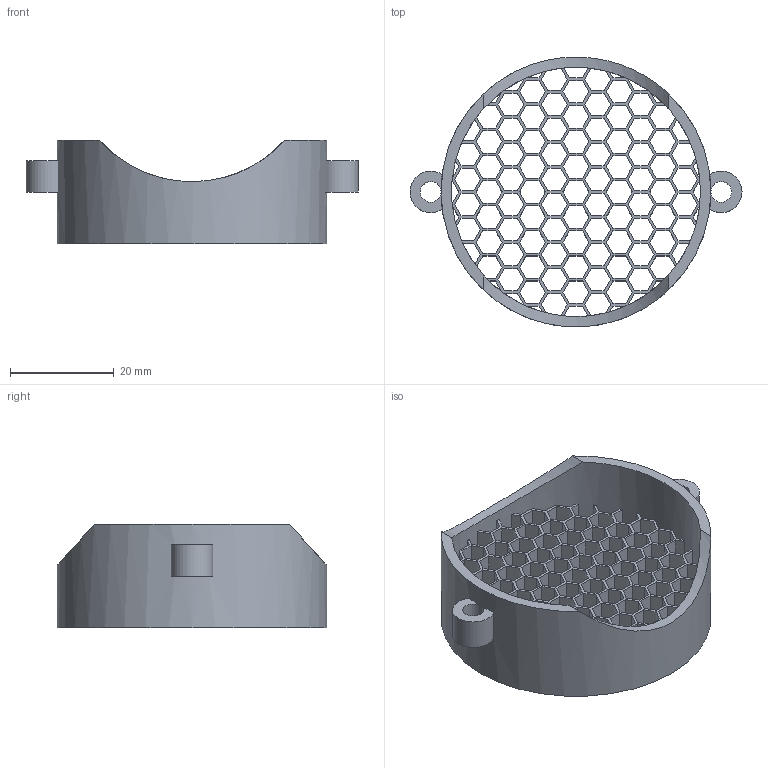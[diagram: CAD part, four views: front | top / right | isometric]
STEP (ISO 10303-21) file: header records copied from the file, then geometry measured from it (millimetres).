
FILE_DESCRIPTION(('FreeCAD Model'),'2;1');
FILE_NAME('Open CASCADE Shape Model','2024-10-13T15:11:47',(''),(''), 'Open CASCADE STEP processor 7.6','FreeCAD','Unknown');
FILE_SCHEMA(('AUTOMOTIVE_DESIGN { 1 0 10303 214 1 1 1 1 }'));
Length unit declared in the file: millimetre
Products named in the file (1): union001
Bounding box: 63.99 x 52 x 20 mm (x, y, z)
Volume: 9356.5 mm3; surface area: 20516.7 mm2
Topology: 1 solids, 1 shells, 595 faces, 1923 edges, 1256 vertices
Faces by surface type: plane 585, cylinder 10
Full cylindrical faces by diameter (mm): 4 x1, 48 x1, 52 x1
Entity records: 21317 total; most frequent: CARTESIAN_POINT 3889, ORIENTED_EDGE 3846, DIRECTION 3253, EDGE_CURVE 1923, LINE 1781, VECTOR 1781, VERTEX_POINT 1256, FACE_BOUND 747
